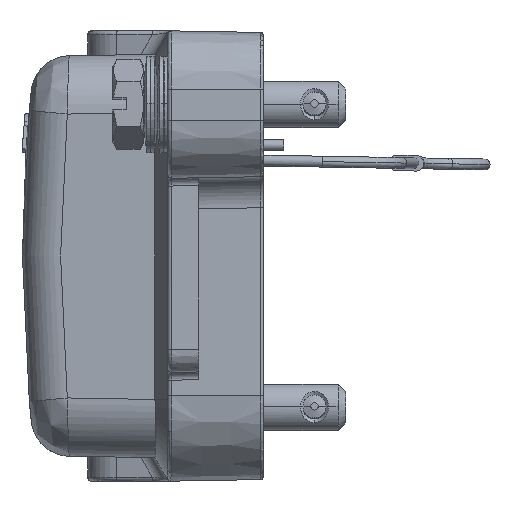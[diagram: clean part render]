
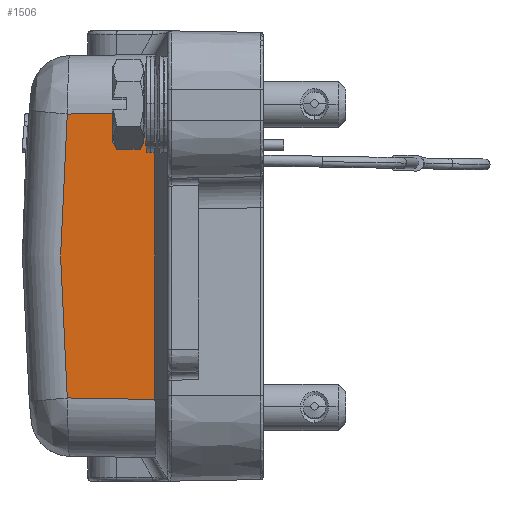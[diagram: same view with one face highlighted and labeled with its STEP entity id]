
A CAD part, left-side view. The second image highlights one B-rep face of the part: STEP entity #1506.
In plain terms, the highlighted planar face has unit normal (-1, 0.018, 0).
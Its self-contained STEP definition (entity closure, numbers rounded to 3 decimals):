
#927=PLANE('',#12464);
#1506=ADVANCED_FACE('NONE',(#2325),#927,.T.);
#2325=FACE_OUTER_BOUND('',#3022,.T.);
#3022=EDGE_LOOP('',(#7139,#7140,#7141,#7142));
#3767=LINE('',#26311,#4404);
#3769=LINE('',#26328,#4406);
#3771=LINE('',#26343,#4408);
#4404=VECTOR('',#14734,1.);
#4406=VECTOR('',#14738,1.);
#4408=VECTOR('',#14746,1.);
#7139=ORIENTED_EDGE('',*,*,#10680,.T.);
#7140=ORIENTED_EDGE('',*,*,#10676,.T.);
#7141=ORIENTED_EDGE('',*,*,#10673,.F.);
#7142=ORIENTED_EDGE('',*,*,#10681,.F.);
#9022=VERTEX_POINT('',#26296);
#9024=VERTEX_POINT('',#26312);
#9026=VERTEX_POINT('',#26329);
#9028=VERTEX_POINT('',#26344);
#10673=EDGE_CURVE('NONE',#9024,#9022,#3767,.T.);
#10676=EDGE_CURVE('NONE',#9026,#9022,#3769,.T.);
#10680=EDGE_CURVE('NONE',#9028,#9026,#3771,.T.);
#10681=EDGE_CURVE('NONE',#9028,#9024,#11564,.T.);
#11564=B_SPLINE_CURVE_WITH_KNOTS('',3,(#26345,#26346,#26347,#26348),
 .UNSPECIFIED.,.F.,.F.,(4,4),(0.,1.),.UNSPECIFIED.);
#12464=AXIS2_PLACEMENT_3D('',#26349,#14747,#14748);
#14734=DIRECTION('',(-0.017,-1.,0.017));
#14738=DIRECTION('',(0.,0.,1.));
#14746=DIRECTION('',(-0.017,-1.,-0.017));
#14747=DIRECTION('',(-1.,0.017,0.));
#14748=DIRECTION('',(-0.017,-1.,0.));
#26296=CARTESIAN_POINT('',(-50.972,13.933,18.473));
#26311=CARTESIAN_POINT('',(-50.667,31.388,18.168));
#26312=CARTESIAN_POINT('',(-50.774,25.229,18.275));
#26328=CARTESIAN_POINT('',(-50.971,13.933,0.));
#26329=CARTESIAN_POINT('',(-50.972,13.933,-18.473));
#26343=CARTESIAN_POINT('',(-50.774,25.229,-18.275));
#26344=CARTESIAN_POINT('',(-50.774,25.229,-18.275));
#26345=CARTESIAN_POINT('',(-50.774,25.229,-18.275));
#26346=CARTESIAN_POINT('',(-50.754,26.373,-6.128));
#26347=CARTESIAN_POINT('',(-50.754,26.373,6.128));
#26348=CARTESIAN_POINT('',(-50.774,25.229,18.275));
#26349=CARTESIAN_POINT('',(-51.,12.3,-27.922));
